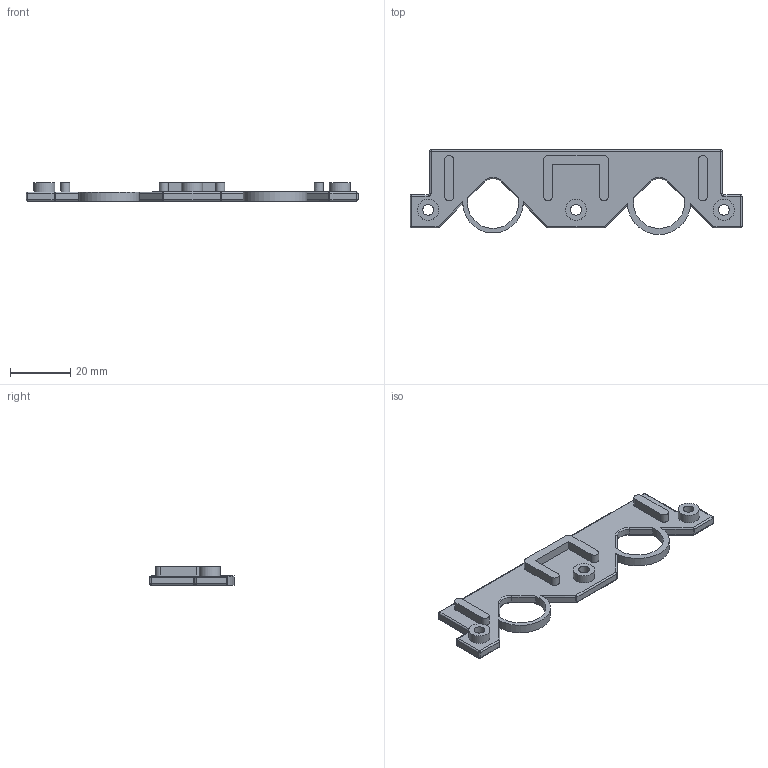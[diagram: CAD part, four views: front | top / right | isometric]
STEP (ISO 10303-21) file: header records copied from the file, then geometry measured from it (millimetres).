
FILE_DESCRIPTION(/* description */ (''),/* implementation_level */ '2;1');
FILE_NAME(/* name */ '11 - syringe retainer front.stp',/* time_stamp */ '2023-01-17T10:49:51+01:00',/* author */ ('JN'),/* organization */ (''),/* preprocessor_version */ 'ST-DEVELOPER v18.1',/* originating_system */ 'Autodesk Inventor 2022',/* authorisation */ '');
FILE_SCHEMA (('AUTOMOTIVE_DESIGN { 1 0 10303 214 3 1 1 }'));
Length unit declared in the file: millimetre
Products named in the file (1): Spritzenbefestigung Conti vorne_3D-Druck
Bounding box: 110 x 28.16 x 6 mm (x, y, z)
Volume: 7179.3 mm3; surface area: 6177.3 mm2
Topology: 1 solids, 1 shells, 132 faces, 296 edges, 172 vertices
Faces by surface type: cylinder 68, plane 36, sphere 20, torus 8
Full cylindrical faces by diameter (mm): 3.6 x3, 7 x3
Entity records: 3809 total; most frequent: CARTESIAN_POINT 761, DIRECTION 674, ORIENTED_EDGE 592, EDGE_CURVE 296, AXIS2_PLACEMENT_3D 261, VERTEX_POINT 172, LINE 152, VECTOR 152
